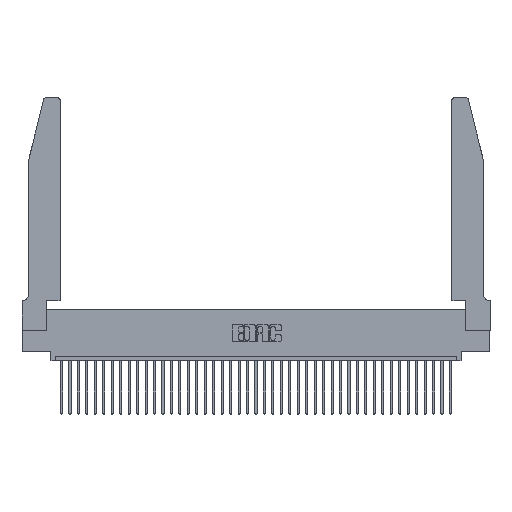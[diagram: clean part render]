
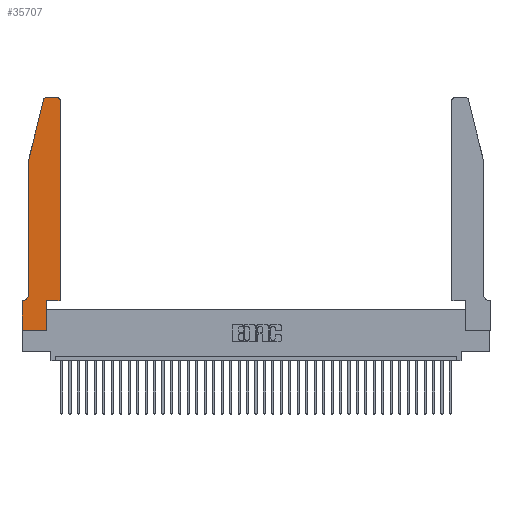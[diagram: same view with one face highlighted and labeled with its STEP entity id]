
A CAD part, top view. The second image highlights one B-rep face of the part: STEP entity #35707.
In plain terms, the highlighted planar face has unit normal (0, 0, 1).
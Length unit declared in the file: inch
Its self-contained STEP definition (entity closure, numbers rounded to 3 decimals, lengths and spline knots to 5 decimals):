
#270 = AXIS2_PLACEMENT_3D ( 'NONE', #37494, #19088, #300 ) ;
#300 = DIRECTION ( 'NONE',  ( 1., 0., 0. ) ) ;
#530 = CARTESIAN_POINT ( 'NONE',  ( 0.4505, 0.35, 0.37 ) ) ;
#538 = EDGE_CURVE ( 'NONE', #20714, #27972, #20209, .T. ) ;
#647 = CARTESIAN_POINT ( 'NONE',  ( 0.4505, 0.35, 0.37 ) ) ;
#928 = DIRECTION ( 'NONE',  ( 0., 0., 1. ) ) ;
#1746 = CARTESIAN_POINT ( 'NONE',  ( 0.0755, 2., 0.37 ) ) ;
#2322 = DIRECTION ( 'NONE',  ( -1., 0., 0. ) ) ;
#3126 = EDGE_CURVE ( 'NONE', #7610, #31347, #26668, .T. ) ;
#3440 = CARTESIAN_POINT ( 'NONE',  ( 0.284, 2.75, 0.37 ) ) ;
#4546 = CARTESIAN_POINT ( 'NONE',  ( 0.0755, 0.42, 0.37 ) ) ;
#5013 = DIRECTION ( 'NONE',  ( 0., 0., 1. ) ) ;
#5193 = DIRECTION ( 'NONE',  ( 0., -1., 0. ) ) ;
#5816 = VECTOR ( 'NONE', #15908, 39.37008 ) ;
#5828 = CARTESIAN_POINT ( 'NONE',  ( 0.2865, 0.35, 0.37 ) ) ;
#6317 = VECTOR ( 'NONE', #7252, 39.37008 ) ;
#7002 = CARTESIAN_POINT ( 'NONE',  ( 0.4205, 2.75, 0.37 ) ) ;
#7252 = DIRECTION ( 'NONE',  ( 0., 1., 0. ) ) ;
#7391 = PLANE ( 'NONE',  #23683 ) ;
#7610 = VERTEX_POINT ( 'NONE', #18932 ) ;
#8068 = CARTESIAN_POINT ( 'NONE',  ( 0., 0.35, 0.37 ) ) ;
#8225 = ORIENTED_EDGE ( 'NONE', *, *, #538, .T. ) ;
#8688 = LINE ( 'NONE', #530, #23069 ) ;
#9164 = EDGE_CURVE ( 'NONE', #36701, #9506, #36267, .T. ) ;
#9506 = VERTEX_POINT ( 'NONE', #1746 ) ;
#12355 = EDGE_CURVE ( 'NONE', #32855, #28281, #31233, .T. ) ;
#12441 = CARTESIAN_POINT ( 'NONE',  ( 0.0055, 0.42, 0.37 ) ) ;
#12554 = VERTEX_POINT ( 'NONE', #29843 ) ;
#12813 = CARTESIAN_POINT ( 'NONE',  ( 0.4505, 0.35, 0.37 ) ) ;
#14252 = CARTESIAN_POINT ( 'NONE',  ( 0.0755, 2., 0.37 ) ) ;
#14733 = ORIENTED_EDGE ( 'NONE', *, *, #34343, .T. ) ;
#15754 = LINE ( 'NONE', #21878, #22998 ) ;
#15908 = DIRECTION ( 'NONE',  ( 0., 1., 0. ) ) ;
#15977 = CARTESIAN_POINT ( 'NONE',  ( 0., 0., 0.37 ) ) ;
#16020 = ORIENTED_EDGE ( 'NONE', *, *, #12355, .T. ) ;
#16375 = CARTESIAN_POINT ( 'NONE',  ( 0., 0., 0.37 ) ) ;
#16647 = DIRECTION ( 'NONE',  ( 1., 0., 0. ) ) ;
#16808 = ORIENTED_EDGE ( 'NONE', *, *, #37017, .T. ) ;
#17248 = CIRCLE ( 'NONE', #18780, 0.07 ) ;
#17639 = EDGE_LOOP ( 'NONE', ( #23067, #23585, #38000, #16808, #26803, #30760, #25934, #25532, #16020, #26064, #8225, #14733 ) ) ;
#18050 = CIRCLE ( 'NONE', #270, 0.03 ) ;
#18511 = VECTOR ( 'NONE', #2322, 39.37008 ) ;
#18780 = AXIS2_PLACEMENT_3D ( 'NONE', #12441, #24796, #27872 ) ;
#18932 = CARTESIAN_POINT ( 'NONE',  ( 0.0055, 0.35, 0.37 ) ) ;
#19088 = DIRECTION ( 'NONE',  ( 0., 0., 1. ) ) ;
#19517 = VECTOR ( 'NONE', #5193, 39.37008 ) ;
#20209 = LINE ( 'NONE', #12813, #5816 ) ;
#20318 = CARTESIAN_POINT ( 'NONE',  ( 0.0755, 0.35, 0.37 ) ) ;
#20714 = VERTEX_POINT ( 'NONE', #647 ) ;
#20836 = EDGE_CURVE ( 'NONE', #31347, #12554, #32287, .T. ) ;
#21878 = CARTESIAN_POINT ( 'NONE',  ( 0.2605, 2.75, 0.37 ) ) ;
#21961 = EDGE_CURVE ( 'NONE', #28281, #20714, #8688, .T. ) ;
#22998 = VECTOR ( 'NONE', #25743, 39.37008 ) ;
#23067 = ORIENTED_EDGE ( 'NONE', *, *, #28650, .T. ) ;
#23069 = VECTOR ( 'NONE', #31381, 39.37008 ) ;
#23585 = ORIENTED_EDGE ( 'NONE', *, *, #38515, .T. ) ;
#23683 = AXIS2_PLACEMENT_3D ( 'NONE', #8068, #928, #31896 ) ;
#23755 = CARTESIAN_POINT ( 'NONE',  ( 0.4205, 2.72, 0.37 ) ) ;
#24158 = VECTOR ( 'NONE', #24977, 39.37008 ) ;
#24796 = DIRECTION ( 'NONE',  ( 0., 0., -1. ) ) ;
#24977 = DIRECTION ( 'NONE',  ( 0., -1., 0. ) ) ;
#25532 = ORIENTED_EDGE ( 'NONE', *, *, #38584, .T. ) ;
#25743 = DIRECTION ( 'NONE',  ( -1., 0., 0. ) ) ;
#25934 = ORIENTED_EDGE ( 'NONE', *, *, #20836, .T. ) ;
#26064 = ORIENTED_EDGE ( 'NONE', *, *, #21961, .T. ) ;
#26668 = LINE ( 'NONE', #20318, #18511 ) ;
#26684 = DIRECTION ( 'NONE',  ( 1., 0., 0. ) ) ;
#26703 = LINE ( 'NONE', #14252, #19517 ) ;
#26803 = ORIENTED_EDGE ( 'NONE', *, *, #35626, .T. ) ;
#27460 = CARTESIAN_POINT ( 'NONE',  ( 0.2865, 0., 0.37 ) ) ;
#27835 = VERTEX_POINT ( 'NONE', #7002 ) ;
#27865 = AXIS2_PLACEMENT_3D ( 'NONE', #23755, #5013, #26684 ) ;
#27872 = DIRECTION ( 'NONE',  ( -1., 0., 0. ) ) ;
#27972 = VERTEX_POINT ( 'NONE', #32711 ) ;
#28281 = VERTEX_POINT ( 'NONE', #37936 ) ;
#28650 = EDGE_CURVE ( 'NONE', #27835, #30001, #15754, .T. ) ;
#29248 = CARTESIAN_POINT ( 'NONE',  ( 0.0755, 2., 0.37 ) ) ;
#29381 = DIRECTION ( 'NONE',  ( -0.239, -0.971, 0. ) ) ;
#29843 = CARTESIAN_POINT ( 'NONE',  ( 0., 0., 0.37 ) ) ;
#30001 = VERTEX_POINT ( 'NONE', #3440 ) ;
#30125 = VERTEX_POINT ( 'NONE', #4546 ) ;
#30760 = ORIENTED_EDGE ( 'NONE', *, *, #3126, .T. ) ;
#31233 = LINE ( 'NONE', #5828, #6317 ) ;
#31347 = VERTEX_POINT ( 'NONE', #32815 ) ;
#31381 = DIRECTION ( 'NONE',  ( 1., 0., 0. ) ) ;
#31429 = LINE ( 'NONE', #16375, #38585 ) ;
#31896 = DIRECTION ( 'NONE',  ( 1., 0., 0. ) ) ;
#32287 = LINE ( 'NONE', #15977, #24158 ) ;
#32711 = CARTESIAN_POINT ( 'NONE',  ( 0.4505, 2.72, 0.37 ) ) ;
#32815 = CARTESIAN_POINT ( 'NONE',  ( 0., 0.35, 0.37 ) ) ;
#32855 = VERTEX_POINT ( 'NONE', #27460 ) ;
#33924 = CARTESIAN_POINT ( 'NONE',  ( 0.25487, 2.72718, 0.37 ) ) ;
#34343 = EDGE_CURVE ( 'NONE', #27972, #27835, #38840, .T. ) ;
#34796 = VECTOR ( 'NONE', #29381, 39.37008 ) ;
#35626 = EDGE_CURVE ( 'NONE', #30125, #7610, #17248, .T. ) ;
#35707 = ADVANCED_FACE ( 'NONE', ( #38736 ), #7391, .T. ) ;
#36267 = LINE ( 'NONE', #29248, #34796 ) ;
#36701 = VERTEX_POINT ( 'NONE', #33924 ) ;
#37017 = EDGE_CURVE ( 'NONE', #9506, #30125, #26703, .T. ) ;
#37494 = CARTESIAN_POINT ( 'NONE',  ( 0.284, 2.72, 0.37 ) ) ;
#37936 = CARTESIAN_POINT ( 'NONE',  ( 0.2865, 0.35, 0.37 ) ) ;
#38000 = ORIENTED_EDGE ( 'NONE', *, *, #9164, .T. ) ;
#38515 = EDGE_CURVE ( 'NONE', #30001, #36701, #18050, .T. ) ;
#38584 = EDGE_CURVE ( 'NONE', #12554, #32855, #31429, .T. ) ;
#38585 = VECTOR ( 'NONE', #16647, 39.37008 ) ;
#38736 = FACE_OUTER_BOUND ( 'NONE', #17639, .T. ) ;
#38840 = CIRCLE ( 'NONE', #27865, 0.03 ) ;
